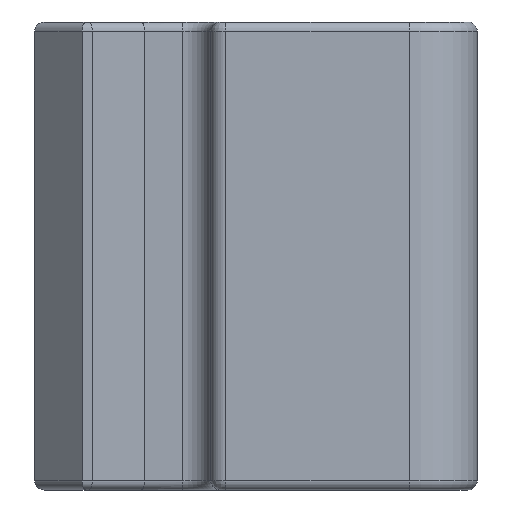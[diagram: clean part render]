
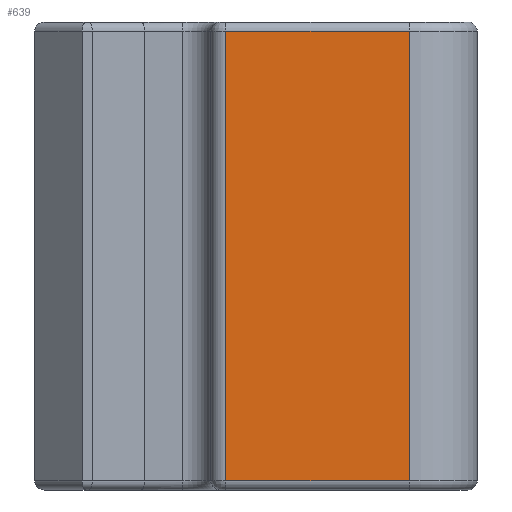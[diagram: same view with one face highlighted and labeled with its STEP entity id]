
A CAD part, left-side view. The second image highlights one B-rep face of the part: STEP entity #639.
In plain terms, the highlighted planar face has unit normal (-1, 0, 0).
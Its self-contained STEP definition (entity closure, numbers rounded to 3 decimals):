
#80 = CYLINDRICAL_SURFACE('',#81,0.797);
#81 = AXIS2_PLACEMENT_3D('',#82,#83,#84);
#82 = CARTESIAN_POINT('',(-12.271,3.808,0.));
#83 = DIRECTION('',(-0.,-0.,-1.));
#84 = DIRECTION('',(1.,0.,0.));
#179 = VERTEX_POINT('',#180);
#180 = CARTESIAN_POINT('',(-13.068,3.808,24.5));
#214 = EDGE_CURVE('',#215,#179,#217,.T.);
#215 = VERTEX_POINT('',#216);
#216 = CARTESIAN_POINT('',(-13.068,3.808,0.5));
#217 = SURFACE_CURVE('',#218,(#222,#229),.PCURVE_S1.);
#218 = LINE('',#219,#220);
#219 = CARTESIAN_POINT('',(-13.068,3.808,0.));
#220 = VECTOR('',#221,1.);
#221 = DIRECTION('',(0.,0.,1.));
#222 = PCURVE('',#80,#223);
#223 = DEFINITIONAL_REPRESENTATION('',(#224),#228);
#224 = LINE('',#225,#226);
#225 = CARTESIAN_POINT('',(-3.142,0.));
#226 = VECTOR('',#227,1.);
#227 = DIRECTION('',(-0.,-1.));
#228 = ( GEOMETRIC_REPRESENTATION_CONTEXT(2) 
PARAMETRIC_REPRESENTATION_CONTEXT() REPRESENTATION_CONTEXT('2D SPACE',''
  ) );
#229 = PCURVE('',#230,#235);
#230 = PLANE('',#231);
#231 = AXIS2_PLACEMENT_3D('',#232,#233,#234);
#232 = CARTESIAN_POINT('',(-13.068,-6.001,0.));
#233 = DIRECTION('',(-1.,0.,0.));
#234 = DIRECTION('',(0.,1.,0.));
#235 = DEFINITIONAL_REPRESENTATION('',(#236),#240);
#236 = LINE('',#237,#238);
#237 = CARTESIAN_POINT('',(9.809,0.));
#238 = VECTOR('',#239,1.);
#239 = DIRECTION('',(0.,-1.));
#240 = ( GEOMETRIC_REPRESENTATION_CONTEXT(2) 
PARAMETRIC_REPRESENTATION_CONTEXT() REPRESENTATION_CONTEXT('2D SPACE',''
  ) );
#540 = CYLINDRICAL_SURFACE('',#541,0.5);
#541 = AXIS2_PLACEMENT_3D('',#542,#543,#544);
#542 = CARTESIAN_POINT('',(-12.568,-6.001,0.5));
#543 = DIRECTION('',(0.,1.,0.));
#544 = DIRECTION('',(-1.,0.,0.));
#600 = CYLINDRICAL_SURFACE('',#601,0.5);
#601 = AXIS2_PLACEMENT_3D('',#602,#603,#604);
#602 = CARTESIAN_POINT('',(-12.568,-6.001,24.5));
#603 = DIRECTION('',(0.,1.,0.));
#604 = DIRECTION('',(-1.,0.,0.));
#639 = ADVANCED_FACE('',(#640),#230,.T.);
#640 = FACE_BOUND('',#641,.T.);
#641 = EDGE_LOOP('',(#642,#672,#693,#694));
#642 = ORIENTED_EDGE('',*,*,#643,.T.);
#643 = EDGE_CURVE('',#644,#646,#648,.T.);
#644 = VERTEX_POINT('',#645);
#645 = CARTESIAN_POINT('',(-13.068,-6.001,0.5));
#646 = VERTEX_POINT('',#647);
#647 = CARTESIAN_POINT('',(-13.068,-6.001,24.5));
#648 = SURFACE_CURVE('',#649,(#653,#660),.PCURVE_S1.);
#649 = LINE('',#650,#651);
#650 = CARTESIAN_POINT('',(-13.068,-6.001,0.));
#651 = VECTOR('',#652,1.);
#652 = DIRECTION('',(0.,0.,1.));
#653 = PCURVE('',#230,#654);
#654 = DEFINITIONAL_REPRESENTATION('',(#655),#659);
#655 = LINE('',#656,#657);
#656 = CARTESIAN_POINT('',(0.,0.));
#657 = VECTOR('',#658,1.);
#658 = DIRECTION('',(0.,-1.));
#659 = ( GEOMETRIC_REPRESENTATION_CONTEXT(2) 
PARAMETRIC_REPRESENTATION_CONTEXT() REPRESENTATION_CONTEXT('2D SPACE',''
  ) );
#660 = PCURVE('',#661,#666);
#661 = CYLINDRICAL_SURFACE('',#662,3.624);
#662 = AXIS2_PLACEMENT_3D('',#663,#664,#665);
#663 = CARTESIAN_POINT('',(-9.444,-6.001,0.));
#664 = DIRECTION('',(-0.,-0.,-1.));
#665 = DIRECTION('',(1.,0.,0.));
#666 = DEFINITIONAL_REPRESENTATION('',(#667),#671);
#667 = LINE('',#668,#669);
#668 = CARTESIAN_POINT('',(-3.142,0.));
#669 = VECTOR('',#670,1.);
#670 = DIRECTION('',(-0.,-1.));
#671 = ( GEOMETRIC_REPRESENTATION_CONTEXT(2) 
PARAMETRIC_REPRESENTATION_CONTEXT() REPRESENTATION_CONTEXT('2D SPACE',''
  ) );
#672 = ORIENTED_EDGE('',*,*,#673,.T.);
#673 = EDGE_CURVE('',#646,#179,#674,.T.);
#674 = SURFACE_CURVE('',#675,(#679,#686),.PCURVE_S1.);
#675 = LINE('',#676,#677);
#676 = CARTESIAN_POINT('',(-13.068,-6.001,24.5));
#677 = VECTOR('',#678,1.);
#678 = DIRECTION('',(0.,1.,0.));
#679 = PCURVE('',#230,#680);
#680 = DEFINITIONAL_REPRESENTATION('',(#681),#685);
#681 = LINE('',#682,#683);
#682 = CARTESIAN_POINT('',(0.,-24.5));
#683 = VECTOR('',#684,1.);
#684 = DIRECTION('',(1.,0.));
#685 = ( GEOMETRIC_REPRESENTATION_CONTEXT(2) 
PARAMETRIC_REPRESENTATION_CONTEXT() REPRESENTATION_CONTEXT('2D SPACE',''
  ) );
#686 = PCURVE('',#600,#687);
#687 = DEFINITIONAL_REPRESENTATION('',(#688),#692);
#688 = LINE('',#689,#690);
#689 = CARTESIAN_POINT('',(0.,0.));
#690 = VECTOR('',#691,1.);
#691 = DIRECTION('',(0.,1.));
#692 = ( GEOMETRIC_REPRESENTATION_CONTEXT(2) 
PARAMETRIC_REPRESENTATION_CONTEXT() REPRESENTATION_CONTEXT('2D SPACE',''
  ) );
#693 = ORIENTED_EDGE('',*,*,#214,.F.);
#694 = ORIENTED_EDGE('',*,*,#695,.F.);
#695 = EDGE_CURVE('',#644,#215,#696,.T.);
#696 = SURFACE_CURVE('',#697,(#701,#708),.PCURVE_S1.);
#697 = LINE('',#698,#699);
#698 = CARTESIAN_POINT('',(-13.068,-6.001,0.5));
#699 = VECTOR('',#700,1.);
#700 = DIRECTION('',(0.,1.,0.));
#701 = PCURVE('',#230,#702);
#702 = DEFINITIONAL_REPRESENTATION('',(#703),#707);
#703 = LINE('',#704,#705);
#704 = CARTESIAN_POINT('',(0.,-0.5));
#705 = VECTOR('',#706,1.);
#706 = DIRECTION('',(1.,0.));
#707 = ( GEOMETRIC_REPRESENTATION_CONTEXT(2) 
PARAMETRIC_REPRESENTATION_CONTEXT() REPRESENTATION_CONTEXT('2D SPACE',''
  ) );
#708 = PCURVE('',#540,#709);
#709 = DEFINITIONAL_REPRESENTATION('',(#710),#714);
#710 = LINE('',#711,#712);
#711 = CARTESIAN_POINT('',(-0.,0.));
#712 = VECTOR('',#713,1.);
#713 = DIRECTION('',(-0.,1.));
#714 = ( GEOMETRIC_REPRESENTATION_CONTEXT(2) 
PARAMETRIC_REPRESENTATION_CONTEXT() REPRESENTATION_CONTEXT('2D SPACE',''
  ) );
